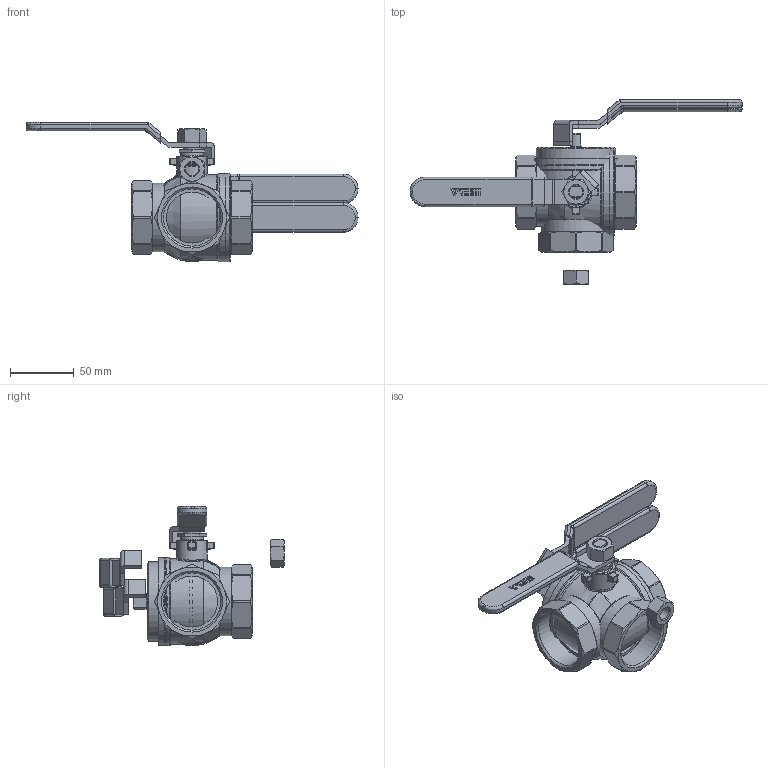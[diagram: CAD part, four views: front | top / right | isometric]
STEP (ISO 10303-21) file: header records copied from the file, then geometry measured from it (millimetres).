
FILE_DESCRIPTION( ( 'Unknown' ), '1' );
FILE_NAME( '8.9390.040.stp', 'Unknown', ( 'Unknown' ), ( 'Unknown' ), 'PSStep 13.0', 'Unknown', ' ' );
FILE_SCHEMA( ( 'AUTOMOTIVE_DESIGN { 1 0 10303 214 1 1 1 1 }' ) );
Length unit declared in the file: millimetre
Products named in the file (18): 9380_1 1_2; Assem1; Spindel-Zusammanbau__1-1_2; Stahlgriff 1 1_4 - 1 1_2; Zusammenbau-Kugel_Kugeldichtungen__1-1_2; Spindeldichtung.2__1-1_4 - 2; Spindel__1-1_2; Kugel__1-1_2; Kugeldichtung__1-1_2; Kugeldichtung__1-1_2-oa0; Stahl-Griff-u; Stahl-Griff; Dichtung Eischraubteil-Körper__1-1_2; Spindeldichtung__1-1_4 - 1-1_2; Körper__1-1_2; Stopfbuchse__1-1_4 - 1-1_2; Einschraubteil__1-1_2; 600-1_1_2-Mutter-st.gr.
Bounding box: 260 x 144.6 x 109 mm (x, y, z)
Volume: 544870.7 mm3; surface area: 296678.2 mm2
Topology: 43 solids, 43 shells, 1186 faces, 2844 edges, 1786 vertices
Faces by surface type: plane 480, cylinder 360, cone 205, bspline 66, torus 37, sphere 32, revolution 6
Full cylindrical faces by diameter (mm): 3 x4, 10.2 x2, 14 x10, 14.2 x4, 14.5 x3, 18 x7, 18.3 x3, 18.376 x6, 18.5 x4, 19 x3, 20 x3, 24 x7, 40 x18, 44.845 x12, 49 x14, 53.5 x3, 60.376 x3, 62 x9, 65 x3, 65.2 x3, 67 x3, 69 x6
Entity records: 17606 total; most frequent: CARTESIAN_POINT 6053, DIRECTION 1714, ORIENTED_EDGE 1620, EDGE_CURVE 810, AXIS2_PLACEMENT_3D 683, VERTEX_POINT 548, EDGE_LOOP 504, FACE_OUTER_BOUND 431
